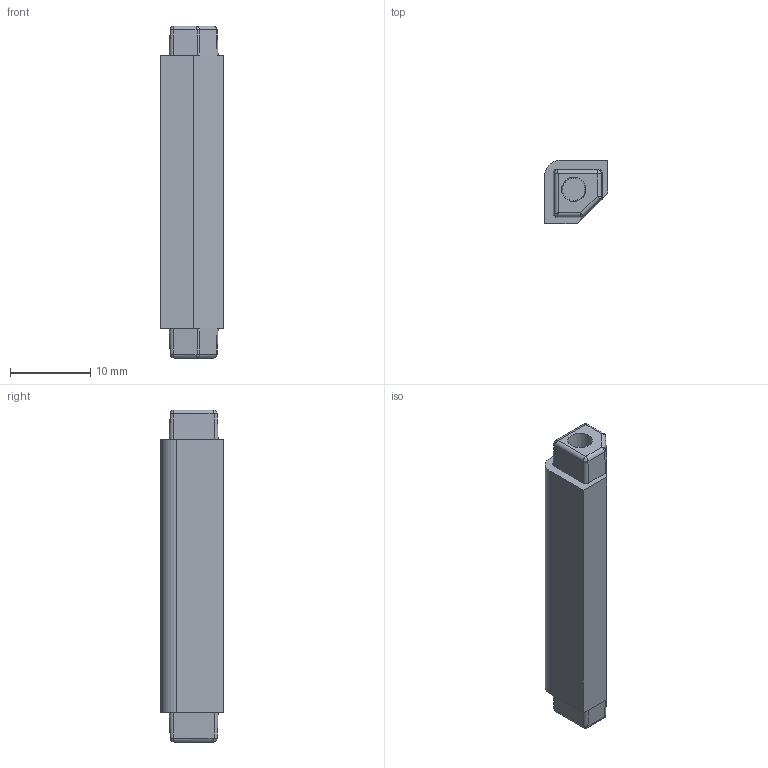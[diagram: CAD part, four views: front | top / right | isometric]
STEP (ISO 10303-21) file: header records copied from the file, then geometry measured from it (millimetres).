
FILE_DESCRIPTION(/* description */ (''),/* implementation_level */ '2;1');
FILE_NAME(/* name */ '10_Cube_Side_IM.ipt.step',/* time_stamp */ '2022-11-29T07:55:38+01:00',/* author */ ('Muriel'),/* organization */ (''),/* preprocessor_version */ 'ST-DEVELOPER v18.1',/* originating_system */ 'Autodesk Inventor 2022',/* authorisation */ '');
FILE_SCHEMA (('AUTOMOTIVE_DESIGN { 1 0 10303 214 3 1 1 }'));
Length unit declared in the file: millimetre
Products named in the file (1): 10_Cube_Side_IM
Bounding box: 7.88 x 7.88 x 41.5 mm (x, y, z)
Volume: 2034.4 mm3; surface area: 1291.6 mm2
Topology: 1 solids, 1 shells, 54 faces, 126 edges, 66 vertices
Faces by surface type: plane 21, cone 12, cylinder 11, bspline 10
Entity records: 2211 total; most frequent: CARTESIAN_POINT 1093, ORIENTED_EDGE 232, DIRECTION 192, EDGE_CURVE 116, LINE 70, VECTOR 70, VERTEX_POINT 66, AXIS2_PLACEMENT_3D 61
